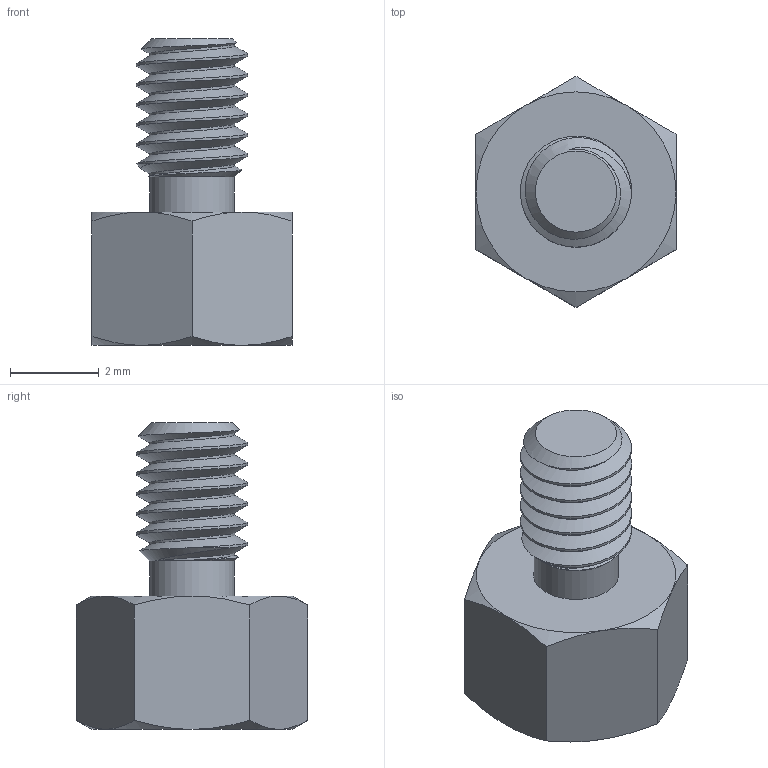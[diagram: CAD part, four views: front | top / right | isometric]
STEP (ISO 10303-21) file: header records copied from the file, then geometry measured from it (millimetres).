
FILE_DESCRIPTION(/* description */ (''),/* implementation_level */ '2;1');
FILE_NAME(/* name */ 'M2.5 hex standoff 3mm bolt_v1.step',/* time_stamp */ '2023-01-15T11:58:10-08:00',/* author */ (''),/* organization */ (''),/* preprocessor_version */ 'ST-DEVELOPER v19.2',/* originating_system */ 'Autodesk Translation Framework v11.17.0.187',/* authorisation */ '');
FILE_SCHEMA (('AUTOMOTIVE_DESIGN { 1 0 10303 214 3 1 1 }'));
Length unit declared in the file: millimetre
Products named in the file (2): M2.5 hex standoff 3mm bolt; 93655A001_Male-Female Threaded Hex Standoff
Assembly tree (1 placements, depth 2):
  M2.5 hex standoff 3mm bolt
    93655A001_Male-Female Threaded Hex Standoff
Bounding box: 4.5 x 5.2 x 6.9 mm (x, y, z)
Volume: 66.4 mm3; surface area: 121.4 mm2
Topology: 1 solids, 1 shells, 34 faces, 94 edges, 63 vertices
Faces by surface type: cone 14, plane 9, cylinder 8, bspline 3
Full cylindrical faces by diameter (mm): 1.91 x1, 2.5 x5
Entity records: 2234 total; most frequent: CARTESIAN_POINT 1444, ORIENTED_EDGE 188, DIRECTION 119, EDGE_CURVE 94, VERTEX_POINT 63, AXIS2_PLACEMENT_3D 52, B_SPLINE_CURVE_WITH_KNOTS 35, EDGE_LOOP 35
